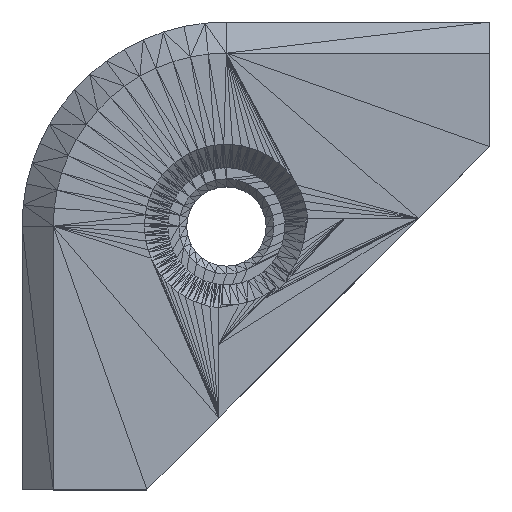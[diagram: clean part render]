
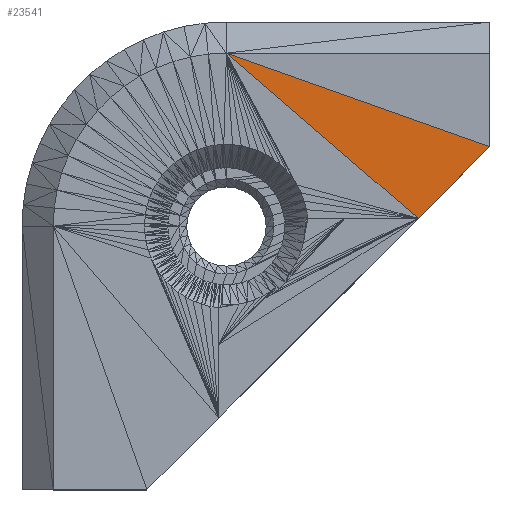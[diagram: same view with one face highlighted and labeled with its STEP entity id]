
A CAD part, top view. The second image highlights one B-rep face of the part: STEP entity #23541.
In plain terms, the highlighted planar face has unit normal (0, 0, 1).
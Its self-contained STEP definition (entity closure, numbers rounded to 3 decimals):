
#1861=FACE_OUTER_BOUND('',#3752,.T.);
#3752=EDGE_LOOP('',(#19657,#19658,#19659));
#6691=LINE('',#38044,#9674);
#6721=LINE('',#38104,#9704);
#6723=LINE('',#38108,#9706);
#9674=VECTOR('',#32018,1.);
#9704=VECTOR('',#32098,1.);
#9706=VECTOR('',#32104,1.);
#10817=VERTEX_POINT('',#37843);
#10842=VERTEX_POINT('',#38042);
#10847=VERTEX_POINT('',#38098);
#13749=EDGE_CURVE('',#10817,#10842,#6691,.T.);
#13779=EDGE_CURVE('',#10847,#10817,#6721,.T.);
#13781=EDGE_CURVE('',#10847,#10842,#6723,.T.);
#19657=ORIENTED_EDGE('',*,*,#13779,.T.);
#19658=ORIENTED_EDGE('',*,*,#13749,.T.);
#19659=ORIENTED_EDGE('',*,*,#13781,.F.);
#21650=PLANE('',#25449);
#23541=ADVANCED_FACE('',(#1861),#21650,.T.);
#25449=AXIS2_PLACEMENT_3D('',#38107,#32102,#32103);
#32018=DIRECTION('',(0.707,0.707,0.));
#32098=DIRECTION('',(0.758,-0.653,0.));
#32102=DIRECTION('center_axis',(0.,0.,1.));
#32103=DIRECTION('ref_axis',(1.,0.,0.));
#32104=DIRECTION('',(0.942,-0.335,0.));
#37843=CARTESIAN_POINT('',(161.205,-144.849,-58.3));
#38042=CARTESIAN_POINT('',(165.805,-140.249,-58.3));
#38044=CARTESIAN_POINT('',(161.205,-144.849,-58.3));
#38098=CARTESIAN_POINT('',(148.905,-134.249,-58.3));
#38104=CARTESIAN_POINT('',(148.905,-134.249,-58.3));
#38107=CARTESIAN_POINT('Origin',(165.805,-140.249,-58.3));
#38108=CARTESIAN_POINT('',(148.905,-134.249,-58.3));
